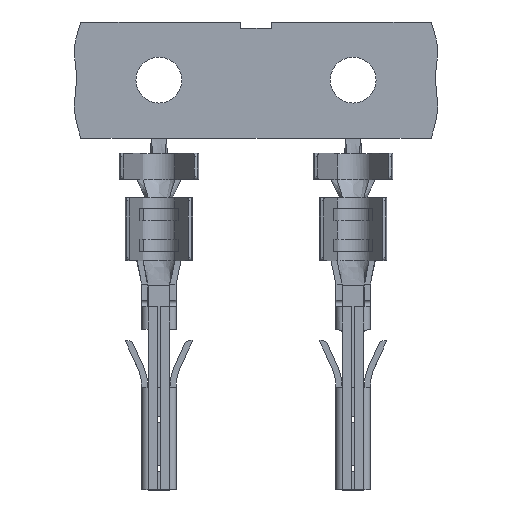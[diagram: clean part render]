
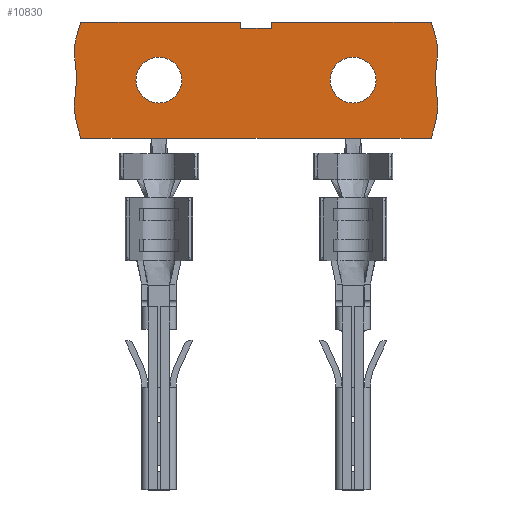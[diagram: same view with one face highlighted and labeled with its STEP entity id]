
A CAD part, top view. The second image highlights one B-rep face of the part: STEP entity #10830.
In plain terms, the highlighted planar face has unit normal (0, 0, 1).
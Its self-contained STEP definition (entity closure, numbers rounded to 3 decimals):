
#209=CIRCLE('',#11277,0.75);
#210=CIRCLE('',#11278,0.75);
#481=B_SPLINE_CURVE_WITH_KNOTS('',3,(#14277,#14278,#14279,#14280,#14281,
#14282,#14283),.UNSPECIFIED.,.F.,.F.,(4,1,1,1,4),(0.,0.28,
0.502,0.753,1.),.UNSPECIFIED.);
#482=B_SPLINE_CURVE_WITH_KNOTS('',3,(#14292,#14293,#14294,#14295,#14296,
#14297,#14298),.UNSPECIFIED.,.F.,.F.,(4,1,1,1,4),(0.,0.28,
0.502,0.753,1.),.UNSPECIFIED.);
#603=ORIENTED_EDGE('',*,*,#2973,.F.);
#604=ORIENTED_EDGE('',*,*,#2961,.T.);
#605=ORIENTED_EDGE('',*,*,#2974,.F.);
#606=ORIENTED_EDGE('',*,*,#2975,.T.);
#607=ORIENTED_EDGE('',*,*,#2976,.T.);
#608=ORIENTED_EDGE('',*,*,#2977,.T.);
#609=ORIENTED_EDGE('',*,*,#2978,.T.);
#610=ORIENTED_EDGE('',*,*,#2966,.T.);
#611=ORIENTED_EDGE('',*,*,#2979,.T.);
#612=ORIENTED_EDGE('',*,*,#2971,.T.);
#613=ORIENTED_EDGE('',*,*,#2980,.F.);
#614=ORIENTED_EDGE('',*,*,#2981,.F.);
#615=ORIENTED_EDGE('',*,*,#2982,.F.);
#616=ORIENTED_EDGE('',*,*,#2983,.F.);
#2961=EDGE_CURVE('',#4146,#4147,#4914,.T.);
#2966=EDGE_CURVE('',#4152,#4151,#4919,.T.);
#2971=EDGE_CURVE('',#4157,#4156,#4924,.T.);
#2973=EDGE_CURVE('',#4146,#4158,#4926,.T.);
#2974=EDGE_CURVE('',#4159,#4147,#481,.T.);
#2975=EDGE_CURVE('',#4159,#4160,#4927,.T.);
#2976=EDGE_CURVE('',#4160,#4161,#4928,.T.);
#2977=EDGE_CURVE('',#4161,#4162,#4929,.T.);
#2978=EDGE_CURVE('',#4162,#4152,#4930,.T.);
#2979=EDGE_CURVE('',#4151,#4157,#482,.T.);
#2980=EDGE_CURVE('',#4163,#4156,#4931,.T.);
#2981=EDGE_CURVE('',#4158,#4163,#4932,.T.);
#2982=EDGE_CURVE('',#4164,#4164,#209,.T.);
#2983=EDGE_CURVE('',#4165,#4165,#210,.T.);
#4146=VERTEX_POINT('',#14249);
#4147=VERTEX_POINT('',#14250);
#4151=VERTEX_POINT('',#14259);
#4152=VERTEX_POINT('',#14261);
#4156=VERTEX_POINT('',#14270);
#4157=VERTEX_POINT('',#14272);
#4158=VERTEX_POINT('',#14276);
#4159=VERTEX_POINT('',#14284);
#4160=VERTEX_POINT('',#14286);
#4161=VERTEX_POINT('',#14288);
#4162=VERTEX_POINT('',#14290);
#4163=VERTEX_POINT('',#14300);
#4164=VERTEX_POINT('',#14303);
#4165=VERTEX_POINT('',#14305);
#4914=LINE('',#14248,#5733);
#4919=LINE('',#14260,#5738);
#4924=LINE('',#14271,#5743);
#4926=LINE('',#14275,#5745);
#4927=LINE('',#14285,#5746);
#4928=LINE('',#14287,#5747);
#4929=LINE('',#14289,#5748);
#4930=LINE('',#14291,#5749);
#4931=LINE('',#14299,#5750);
#4932=LINE('',#14301,#5751);
#5733=VECTOR('',#12007,1000.);
#5738=VECTOR('',#12014,1000.);
#5743=VECTOR('',#12021,1000.);
#5745=VECTOR('',#12025,1000.);
#5746=VECTOR('',#12026,1000.);
#5747=VECTOR('',#12027,1000.);
#5748=VECTOR('',#12028,1000.);
#5749=VECTOR('',#12029,1000.);
#5750=VECTOR('',#12030,1000.);
#5751=VECTOR('',#12031,1000.);
#6531=EDGE_LOOP('',(#603,#604,#605,#606,#607,#608,#609,#610,#611,#612,#613,
#614));
#6532=EDGE_LOOP('',(#615));
#6533=EDGE_LOOP('',(#616));
#7008=FACE_BOUND('',#6531,.T.);
#7009=FACE_BOUND('',#6532,.T.);
#7010=FACE_BOUND('',#6533,.T.);
#7485=PLANE('',#11276);
#10830=ADVANCED_FACE('',(#7008,#7009,#7010),#7485,.T.);
#11276=AXIS2_PLACEMENT_3D('',#14274,#12023,#12024);
#11277=AXIS2_PLACEMENT_3D('',#14302,#12032,#12033);
#11278=AXIS2_PLACEMENT_3D('',#14304,#12034,#12035);
#12007=DIRECTION('',(-1.,0.,0.));
#12014=DIRECTION('',(1.,0.,0.));
#12021=DIRECTION('',(-1.,0.,0.));
#12023=DIRECTION('',(0.,0.,1.));
#12024=DIRECTION('',(1.,0.,0.));
#12025=DIRECTION('',(0.,-1.,0.));
#12026=DIRECTION('',(1.,0.,0.));
#12027=DIRECTION('',(1.,0.,0.));
#12028=DIRECTION('',(1.,0.,0.));
#12029=DIRECTION('',(1.,0.,0.));
#12030=DIRECTION('',(0.,1.,0.));
#12031=DIRECTION('',(1.,0.,0.));
#12032=DIRECTION('',(0.,0.,1.));
#12033=DIRECTION('',(0.,-1.,0.));
#12034=DIRECTION('',(0.,0.,1.));
#12035=DIRECTION('',(0.,-1.,0.));
#14248=CARTESIAN_POINT('',(3.175,11.95,-0.675));
#14249=CARTESIAN_POINT('',(-3.677,11.95,-0.675));
#14250=CARTESIAN_POINT('',(-8.903,11.95,-0.675));
#14259=CARTESIAN_POINT('',(2.552,8.15,-0.675));
#14260=CARTESIAN_POINT('',(-3.175,8.15,-0.675));
#14261=CARTESIAN_POINT('',(0.25,8.15,-0.675));
#14270=CARTESIAN_POINT('',(-2.673,11.95,-0.675));
#14271=CARTESIAN_POINT('',(3.175,11.95,-0.675));
#14272=CARTESIAN_POINT('',(2.553,11.95,-0.675));
#14274=CARTESIAN_POINT('',(0.,0.,-0.675));
#14275=CARTESIAN_POINT('',(-3.677,11.95,-0.675));
#14276=CARTESIAN_POINT('',(-3.677,11.75,-0.675));
#14277=CARTESIAN_POINT('',(-8.902,8.15,-0.675));
#14278=CARTESIAN_POINT('',(-9.011,8.531,-0.675));
#14279=CARTESIAN_POINT('',(-9.204,9.122,-0.675));
#14280=CARTESIAN_POINT('',(-8.951,10.097,-0.675));
#14281=CARTESIAN_POINT('',(-9.209,11.036,-0.675));
#14282=CARTESIAN_POINT('',(-9.005,11.619,-0.675));
#14283=CARTESIAN_POINT('',(-8.902,11.952,-0.675));
#14284=CARTESIAN_POINT('',(-8.902,8.15,-0.675));
#14285=CARTESIAN_POINT('',(-3.175,8.15,-0.675));
#14286=CARTESIAN_POINT('',(-6.6,8.15,-0.675));
#14287=CARTESIAN_POINT('',(-6.6,8.15,-0.675));
#14288=CARTESIAN_POINT('',(-6.1,8.15,-0.675));
#14289=CARTESIAN_POINT('',(-3.175,8.15,-0.675));
#14290=CARTESIAN_POINT('',(-0.25,8.15,-0.675));
#14291=CARTESIAN_POINT('',(-0.25,8.15,-0.675));
#14292=CARTESIAN_POINT('',(2.552,8.15,-0.675));
#14293=CARTESIAN_POINT('',(2.661,8.531,-0.675));
#14294=CARTESIAN_POINT('',(2.854,9.122,-0.675));
#14295=CARTESIAN_POINT('',(2.601,10.097,-0.675));
#14296=CARTESIAN_POINT('',(2.859,11.036,-0.675));
#14297=CARTESIAN_POINT('',(2.655,11.619,-0.675));
#14298=CARTESIAN_POINT('',(2.552,11.952,-0.675));
#14299=CARTESIAN_POINT('',(-2.673,11.75,-0.675));
#14300=CARTESIAN_POINT('',(-2.673,11.75,-0.675));
#14301=CARTESIAN_POINT('',(-3.677,11.75,-0.675));
#14302=CARTESIAN_POINT('',(-6.35,10.05,-0.675));
#14303=CARTESIAN_POINT('',(-6.35,9.3,-0.675));
#14304=CARTESIAN_POINT('',(0.,10.05,-0.675));
#14305=CARTESIAN_POINT('',(0.,9.3,-0.675));
